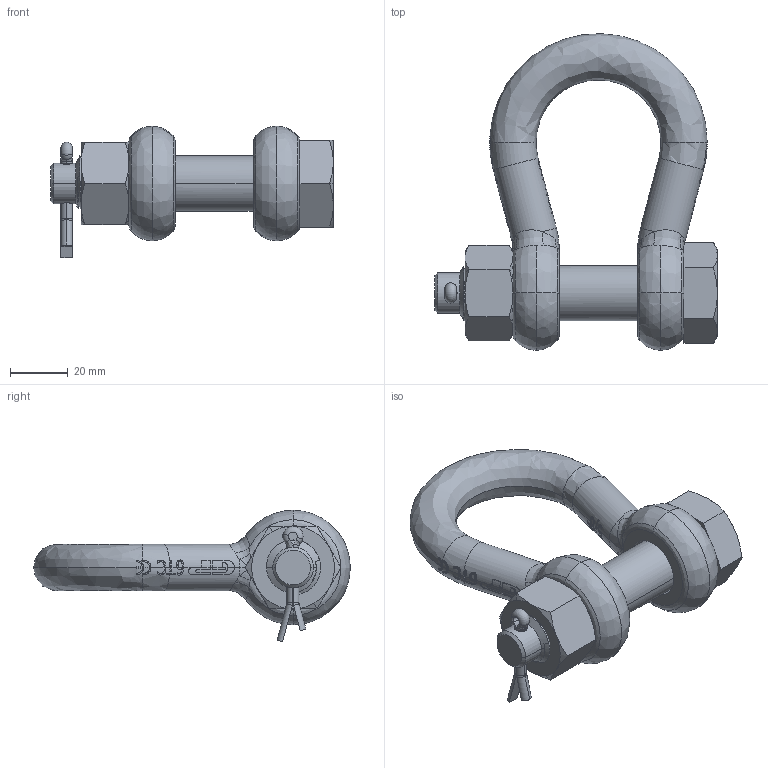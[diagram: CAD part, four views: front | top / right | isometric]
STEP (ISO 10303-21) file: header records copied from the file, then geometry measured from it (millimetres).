
FILE_DESCRIPTION (( 'STEP AP203' ), '1' );
FILE_NAME ('GPGHMB16.step', '2009-08-07T11:17:12', ( '.' ), ( '.' ), 'SwSTEP 2.0', 'SolidWorks 2009', '' );
FILE_SCHEMA (( 'CONFIG_CONTROL_DESIGN' ));
Length unit declared in the file: millimetre
Products named in the file (5): 3,25_3; 3,25_1; 3,25_4; 3,25_2; GPGHMB16
Assembly tree (4 placements, depth 2):
  GPGHMB16
    3,25_3
    3,25_2
    3,25_1
    3,25_4
Bounding box: 97.5 x 109.24 x 45.34 mm (x, y, z)
Volume: 96071.6 mm3; surface area: 29305 mm2
Topology: 4 solids, 4 shells, 733 faces, 2041 edges, 1316 vertices
Faces by surface type: bspline 339, plane 237, cylinder 124, cone 28, torus 5
Entity records: 38486 total; most frequent: CARTESIAN_POINT 22367, ORIENTED_EDGE 4052, DIRECTION 2047, EDGE_CURVE 2026, VERTEX_POINT 1316, VECTOR 805, LINE 805, B_SPLINE_CURVE_WITH_KNOTS 801
